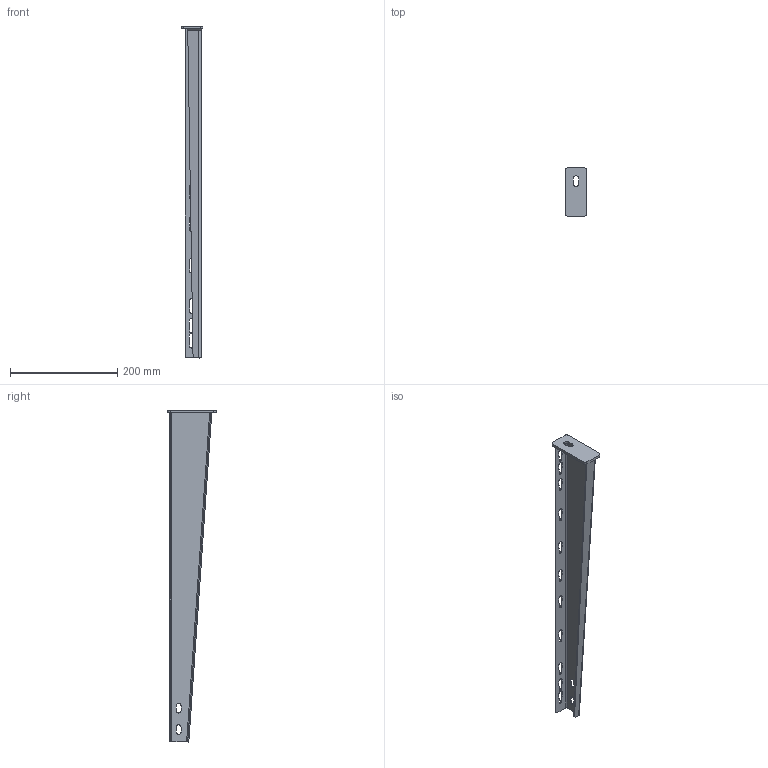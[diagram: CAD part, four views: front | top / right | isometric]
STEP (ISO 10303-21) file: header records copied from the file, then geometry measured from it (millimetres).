
FILE_DESCRIPTION((''),'2;1');
FILE_NAME('712060_ASM','2020-04-30T13:09:20',('tomasz.grudniewski'),(''),'CREO PARAMETRIC BY PTC INC, 2018400','CREO PARAMETRIC BY PTC INC, 2018400','');
FILE_SCHEMA(('CONFIG_CONTROL_DESIGN'));
Length unit declared in the file: millimetre
Products named in the file (3): PODSTAWA_40X90_PRT; WMCN_RAMIE_600_PRT; 712060_ASM
Assembly tree (2 placements, depth 2):
  712060_ASM
    PODSTAWA_40X90_PRT
    WMCN_RAMIE_600_PRT
Bounding box: 40 x 90 x 620.15 mm (x, y, z)
Volume: 136081.1 mm3; surface area: 132437.6 mm2
Topology: 2 solids, 3 shells, 139 faces, 390 edges, 256 vertices
Faces by surface type: plane 97, cylinder 38, bspline 3, cone 1
Entity records: 4691 total; most frequent: CARTESIAN_POINT 928, ORIENTED_EDGE 768, DIRECTION 739, EDGE_CURVE 390, VECTOR 309, LINE 309, VERTEX_POINT 256, AXIS2_PLACEMENT_3D 215
